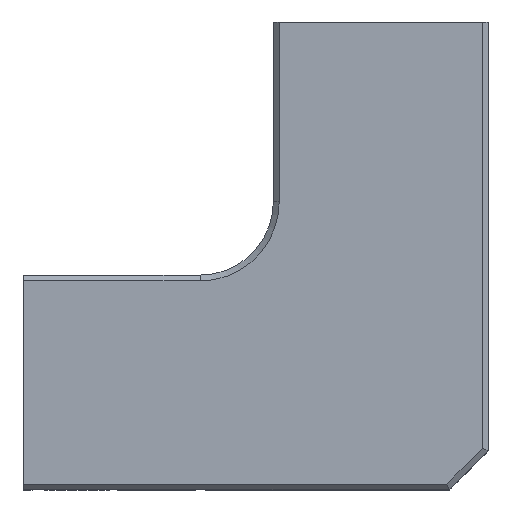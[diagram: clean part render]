
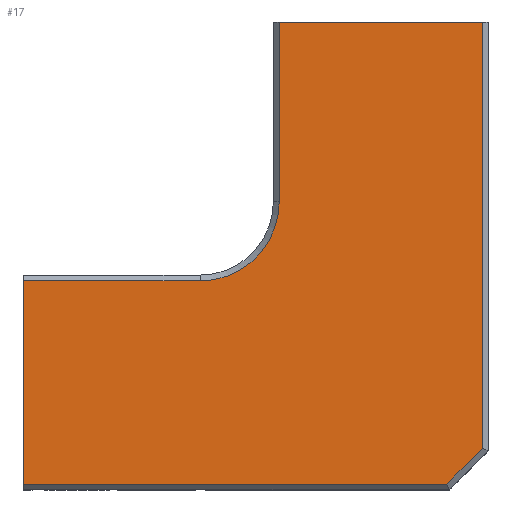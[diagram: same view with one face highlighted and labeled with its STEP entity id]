
A CAD part, left-side view. The second image highlights one B-rep face of the part: STEP entity #17.
In plain terms, the highlighted planar face has unit normal (-1, 0, 0).
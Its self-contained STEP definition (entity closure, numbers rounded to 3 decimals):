
#17 = ADVANCED_FACE('',(#18),#85,.F.);
#18 = FACE_BOUND('',#19,.F.);
#19 = EDGE_LOOP('',(#20,#30,#38,#46,#55,#63,#71,#79));
#20 = ORIENTED_EDGE('',*,*,#21,.T.);
#21 = EDGE_CURVE('',#22,#24,#26,.T.);
#22 = VERTEX_POINT('',#23);
#23 = CARTESIAN_POINT('',(-24.,-39.251,-52.9));
#24 = VERTEX_POINT('',#25);
#25 = CARTESIAN_POINT('',(-24.,4.05,-52.9));
#26 = LINE('',#27,#28);
#27 = CARTESIAN_POINT('',(-24.,-39.5,-52.9));
#28 = VECTOR('',#29,1.);
#29 = DIRECTION('',(0.,1.,0.));
#30 = ORIENTED_EDGE('',*,*,#31,.F.);
#31 = EDGE_CURVE('',#32,#24,#34,.T.);
#32 = VERTEX_POINT('',#33);
#33 = CARTESIAN_POINT('',(-24.,4.05,-32.1));
#34 = LINE('',#35,#36);
#35 = CARTESIAN_POINT('',(-24.,4.05,-2.797));
#36 = VECTOR('',#37,1.);
#37 = DIRECTION('',(0.,-0.,-1.));
#38 = ORIENTED_EDGE('',*,*,#39,.F.);
#39 = EDGE_CURVE('',#40,#32,#42,.T.);
#40 = VERTEX_POINT('',#41);
#41 = CARTESIAN_POINT('',(-24.,-14.,-32.1));
#42 = LINE('',#43,#44);
#43 = CARTESIAN_POINT('',(-24.,-14.,-32.1));
#44 = VECTOR('',#45,1.);
#45 = DIRECTION('',(0.,1.,0.));
#46 = ORIENTED_EDGE('',*,*,#47,.F.);
#47 = EDGE_CURVE('',#48,#40,#50,.T.);
#48 = VERTEX_POINT('',#49);
#49 = CARTESIAN_POINT('',(-24.,-22.1,-24.));
#50 = CIRCLE('',#51,8.1);
#51 = AXIS2_PLACEMENT_3D('',#52,#53,#54);
#52 = CARTESIAN_POINT('',(-24.,-14.,-24.));
#53 = DIRECTION('',(1.,0.,0.));
#54 = DIRECTION('',(0.,-1.,0.));
#55 = ORIENTED_EDGE('',*,*,#56,.F.);
#56 = EDGE_CURVE('',#57,#48,#59,.T.);
#57 = VERTEX_POINT('',#58);
#58 = CARTESIAN_POINT('',(-24.,-22.1,-5.595));
#59 = LINE('',#60,#61);
#60 = CARTESIAN_POINT('',(-24.,-22.1,24.));
#61 = VECTOR('',#62,1.);
#62 = DIRECTION('',(0.,0.,-1.));
#63 = ORIENTED_EDGE('',*,*,#64,.F.);
#64 = EDGE_CURVE('',#65,#57,#67,.T.);
#65 = VERTEX_POINT('',#66);
#66 = CARTESIAN_POINT('',(-24.,-42.9,-5.595));
#67 = LINE('',#68,#69);
#68 = CARTESIAN_POINT('',(-24.,-26.301,-5.595));
#69 = VECTOR('',#70,1.);
#70 = DIRECTION('',(0.,1.,0.));
#71 = ORIENTED_EDGE('',*,*,#72,.T.);
#72 = EDGE_CURVE('',#65,#73,#75,.T.);
#73 = VERTEX_POINT('',#74);
#74 = CARTESIAN_POINT('',(-24.,-42.9,-49.251));
#75 = LINE('',#76,#77);
#76 = CARTESIAN_POINT('',(-24.,-42.9,49.5));
#77 = VECTOR('',#78,1.);
#78 = DIRECTION('',(0.,0.,-1.));
#79 = ORIENTED_EDGE('',*,*,#80,.F.);
#80 = EDGE_CURVE('',#22,#73,#81,.T.);
#81 = LINE('',#82,#83);
#82 = CARTESIAN_POINT('',(-24.,-39.076,-53.076));
#83 = VECTOR('',#84,1.);
#84 = DIRECTION('',(0.,-0.707,0.707));
#85 = PLANE('',#86);
#86 = AXIS2_PLACEMENT_3D('',#87,#88,#89);
#87 = CARTESIAN_POINT('',(-24.,0.,0.));
#88 = DIRECTION('',(1.,0.,0.));
#89 = DIRECTION('',(0.,0.,1.));
